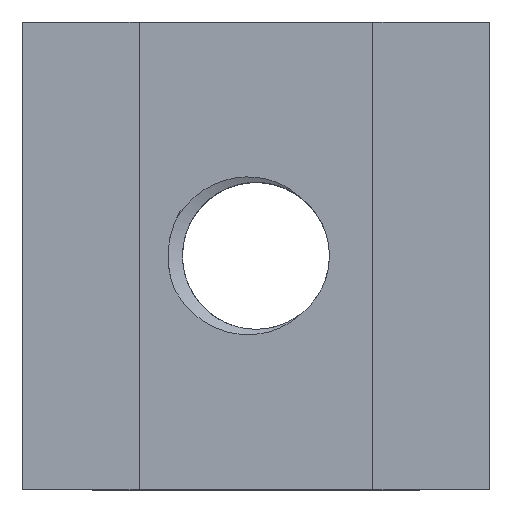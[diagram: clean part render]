
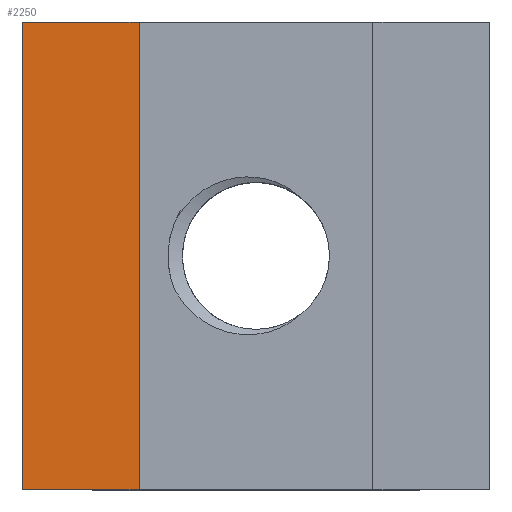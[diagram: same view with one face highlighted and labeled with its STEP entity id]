
A CAD part, top view. The second image highlights one B-rep face of the part: STEP entity #2250.
In plain terms, the highlighted planar face has unit normal (0, 0, 1).
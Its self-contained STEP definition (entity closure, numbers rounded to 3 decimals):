
#55 = PLANE('',#56);
#56 = AXIS2_PLACEMENT_3D('',#57,#58,#59);
#57 = CARTESIAN_POINT('',(0.,8.,2.727));
#58 = DIRECTION('',(0.,1.,0.));
#59 = DIRECTION('',(0.,0.,1.));
#111 = PLANE('',#112);
#112 = AXIS2_PLACEMENT_3D('',#113,#114,#115);
#113 = CARTESIAN_POINT('',(0.,-8.,2.727));
#114 = DIRECTION('',(0.,1.,0.));
#115 = DIRECTION('',(0.,0.,1.));
#655 = VERTEX_POINT('',#656);
#656 = CARTESIAN_POINT('',(-8.,8.,4.5));
#670 = PLANE('',#671);
#671 = AXIS2_PLACEMENT_3D('',#672,#673,#674);
#672 = CARTESIAN_POINT('',(-8.,8.,4.5));
#673 = DIRECTION('',(1.,0.,0.));
#674 = DIRECTION('',(0.,0.,-1.));
#682 = EDGE_CURVE('',#683,#655,#685,.T.);
#683 = VERTEX_POINT('',#684);
#684 = CARTESIAN_POINT('',(-4.,8.,4.5));
#685 = SURFACE_CURVE('',#686,(#690,#697),.PCURVE_S1.);
#686 = LINE('',#687,#688);
#687 = CARTESIAN_POINT('',(-4.,8.,4.5));
#688 = VECTOR('',#689,1.);
#689 = DIRECTION('',(-1.,0.,0.));
#690 = PCURVE('',#55,#691);
#691 = DEFINITIONAL_REPRESENTATION('',(#692),#696);
#692 = LINE('',#693,#694);
#693 = CARTESIAN_POINT('',(1.773,-4.));
#694 = VECTOR('',#695,1.);
#695 = DIRECTION('',(0.,-1.));
#696 = ( GEOMETRIC_REPRESENTATION_CONTEXT(2) 
PARAMETRIC_REPRESENTATION_CONTEXT() REPRESENTATION_CONTEXT('2D SPACE',''
  ) );
#697 = PCURVE('',#698,#703);
#698 = PLANE('',#699);
#699 = AXIS2_PLACEMENT_3D('',#700,#701,#702);
#700 = CARTESIAN_POINT('',(-4.,8.,4.5));
#701 = DIRECTION('',(0.,0.,-1.));
#702 = DIRECTION('',(-1.,0.,0.));
#703 = DEFINITIONAL_REPRESENTATION('',(#704),#708);
#704 = LINE('',#705,#706);
#705 = CARTESIAN_POINT('',(0.,0.));
#706 = VECTOR('',#707,1.);
#707 = DIRECTION('',(1.,0.));
#708 = ( GEOMETRIC_REPRESENTATION_CONTEXT(2) 
PARAMETRIC_REPRESENTATION_CONTEXT() REPRESENTATION_CONTEXT('2D SPACE',''
  ) );
#726 = PLANE('',#727);
#727 = AXIS2_PLACEMENT_3D('',#728,#729,#730);
#728 = CARTESIAN_POINT('',(-4.,8.,6.));
#729 = DIRECTION('',(1.,0.,0.));
#730 = DIRECTION('',(0.,0.,-1.));
#975 = VERTEX_POINT('',#976);
#976 = CARTESIAN_POINT('',(-8.,-8.,4.5));
#997 = EDGE_CURVE('',#998,#975,#1000,.T.);
#998 = VERTEX_POINT('',#999);
#999 = CARTESIAN_POINT('',(-4.,-8.,4.5));
#1000 = SURFACE_CURVE('',#1001,(#1005,#1012),.PCURVE_S1.);
#1001 = LINE('',#1002,#1003);
#1002 = CARTESIAN_POINT('',(-4.,-8.,4.5));
#1003 = VECTOR('',#1004,1.);
#1004 = DIRECTION('',(-1.,0.,0.));
#1005 = PCURVE('',#111,#1006);
#1006 = DEFINITIONAL_REPRESENTATION('',(#1007),#1011);
#1007 = LINE('',#1008,#1009);
#1008 = CARTESIAN_POINT('',(1.773,-4.));
#1009 = VECTOR('',#1010,1.);
#1010 = DIRECTION('',(0.,-1.));
#1011 = ( GEOMETRIC_REPRESENTATION_CONTEXT(2) 
PARAMETRIC_REPRESENTATION_CONTEXT() REPRESENTATION_CONTEXT('2D SPACE',''
  ) );
#1012 = PCURVE('',#698,#1013);
#1013 = DEFINITIONAL_REPRESENTATION('',(#1014),#1018);
#1014 = LINE('',#1015,#1016);
#1015 = CARTESIAN_POINT('',(0.,-16.));
#1016 = VECTOR('',#1017,1.);
#1017 = DIRECTION('',(1.,0.));
#1018 = ( GEOMETRIC_REPRESENTATION_CONTEXT(2) 
PARAMETRIC_REPRESENTATION_CONTEXT() REPRESENTATION_CONTEXT('2D SPACE',''
  ) );
#2201 = EDGE_CURVE('',#655,#975,#2202,.T.);
#2202 = SURFACE_CURVE('',#2203,(#2207,#2214),.PCURVE_S1.);
#2203 = LINE('',#2204,#2205);
#2204 = CARTESIAN_POINT('',(-8.,8.,4.5));
#2205 = VECTOR('',#2206,1.);
#2206 = DIRECTION('',(0.,-1.,0.));
#2207 = PCURVE('',#670,#2208);
#2208 = DEFINITIONAL_REPRESENTATION('',(#2209),#2213);
#2209 = LINE('',#2210,#2211);
#2210 = CARTESIAN_POINT('',(0.,0.));
#2211 = VECTOR('',#2212,1.);
#2212 = DIRECTION('',(0.,-1.));
#2213 = ( GEOMETRIC_REPRESENTATION_CONTEXT(2) 
PARAMETRIC_REPRESENTATION_CONTEXT() REPRESENTATION_CONTEXT('2D SPACE',''
  ) );
#2214 = PCURVE('',#698,#2215);
#2215 = DEFINITIONAL_REPRESENTATION('',(#2216),#2220);
#2216 = LINE('',#2217,#2218);
#2217 = CARTESIAN_POINT('',(4.,0.));
#2218 = VECTOR('',#2219,1.);
#2219 = DIRECTION('',(0.,-1.));
#2220 = ( GEOMETRIC_REPRESENTATION_CONTEXT(2) 
PARAMETRIC_REPRESENTATION_CONTEXT() REPRESENTATION_CONTEXT('2D SPACE',''
  ) );
#2250 = ADVANCED_FACE('',(#2251),#698,.F.);
#2251 = FACE_BOUND('',#2252,.F.);
#2252 = EDGE_LOOP('',(#2253,#2274,#2275,#2276));
#2253 = ORIENTED_EDGE('',*,*,#2254,.T.);
#2254 = EDGE_CURVE('',#683,#998,#2255,.T.);
#2255 = SURFACE_CURVE('',#2256,(#2260,#2267),.PCURVE_S1.);
#2256 = LINE('',#2257,#2258);
#2257 = CARTESIAN_POINT('',(-4.,8.,4.5));
#2258 = VECTOR('',#2259,1.);
#2259 = DIRECTION('',(0.,-1.,0.));
#2260 = PCURVE('',#698,#2261);
#2261 = DEFINITIONAL_REPRESENTATION('',(#2262),#2266);
#2262 = LINE('',#2263,#2264);
#2263 = CARTESIAN_POINT('',(0.,0.));
#2264 = VECTOR('',#2265,1.);
#2265 = DIRECTION('',(0.,-1.));
#2266 = ( GEOMETRIC_REPRESENTATION_CONTEXT(2) 
PARAMETRIC_REPRESENTATION_CONTEXT() REPRESENTATION_CONTEXT('2D SPACE',''
  ) );
#2267 = PCURVE('',#726,#2268);
#2268 = DEFINITIONAL_REPRESENTATION('',(#2269),#2273);
#2269 = LINE('',#2270,#2271);
#2270 = CARTESIAN_POINT('',(1.5,0.));
#2271 = VECTOR('',#2272,1.);
#2272 = DIRECTION('',(0.,-1.));
#2273 = ( GEOMETRIC_REPRESENTATION_CONTEXT(2) 
PARAMETRIC_REPRESENTATION_CONTEXT() REPRESENTATION_CONTEXT('2D SPACE',''
  ) );
#2274 = ORIENTED_EDGE('',*,*,#997,.T.);
#2275 = ORIENTED_EDGE('',*,*,#2201,.F.);
#2276 = ORIENTED_EDGE('',*,*,#682,.F.);
